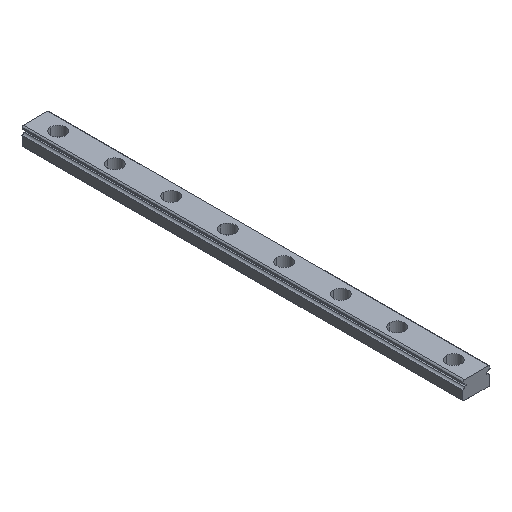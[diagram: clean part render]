
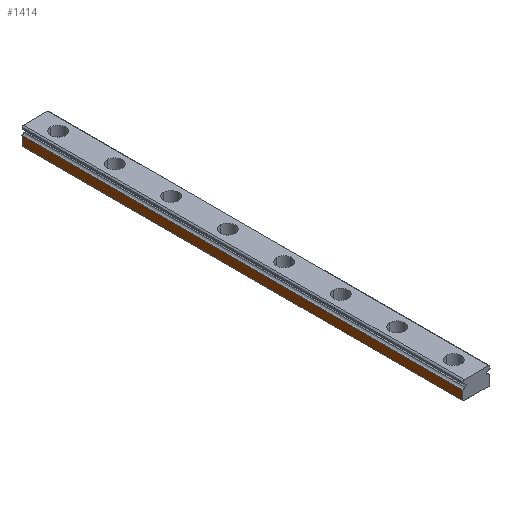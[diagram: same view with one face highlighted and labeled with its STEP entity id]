
A CAD part, isometric view. The second image highlights one B-rep face of the part: STEP entity #1414.
In plain terms, the highlighted planar face has unit normal (-1, 0, 0).
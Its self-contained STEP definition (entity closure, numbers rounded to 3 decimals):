
#72 = PLANE ( 'NONE',  #887 ) ;
#123 = LINE ( 'NONE', #1274, #436 ) ;
#148 = CARTESIAN_POINT ( 'NONE',  ( -6., -97.5, 0.323 ) ) ;
#163 = VERTEX_POINT ( 'NONE', #1209 ) ;
#214 = EDGE_LOOP ( 'NONE', ( #667, #522, #1691, #1645 ) ) ;
#242 = CARTESIAN_POINT ( 'NONE',  ( -6., 97.5, 4.319 ) ) ;
#362 = VERTEX_POINT ( 'NONE', #148 ) ;
#436 = VECTOR ( 'NONE', #1748, 1000. ) ;
#522 = ORIENTED_EDGE ( 'NONE', *, *, #1160, .F. ) ;
#667 = ORIENTED_EDGE ( 'NONE', *, *, #1899, .T. ) ;
#724 = EDGE_CURVE ( 'NONE', #1725, #163, #123, .T. ) ;
#728 = CARTESIAN_POINT ( 'NONE',  ( -6., -97.5, 4.319 ) ) ;
#742 = CARTESIAN_POINT ( 'NONE',  ( -6., -97.5, 0.323 ) ) ;
#760 = CARTESIAN_POINT ( 'NONE',  ( -6., -97.5, 4.319 ) ) ;
#887 = AXIS2_PLACEMENT_3D ( 'NONE', #728, #1380, #1402 ) ;
#978 = VECTOR ( 'NONE', #1434, 1000. ) ;
#1022 = DIRECTION ( 'NONE',  ( 0., 0., -1. ) ) ;
#1049 = VERTEX_POINT ( 'NONE', #1982 ) ;
#1160 = EDGE_CURVE ( 'NONE', #362, #1049, #1869, .T. ) ;
#1209 = CARTESIAN_POINT ( 'NONE',  ( -6., 97.5, 4.319 ) ) ;
#1236 = DIRECTION ( 'NONE',  ( 0., 1., 0. ) ) ;
#1263 = LINE ( 'NONE', #760, #978 ) ;
#1274 = CARTESIAN_POINT ( 'NONE',  ( -6., -97.5, 4.319 ) ) ;
#1288 = EDGE_CURVE ( 'NONE', #1725, #362, #1263, .T. ) ;
#1370 = FACE_OUTER_BOUND ( 'NONE', #214, .T. ) ;
#1380 = DIRECTION ( 'NONE',  ( 1., 0., 0. ) ) ;
#1402 = DIRECTION ( 'NONE',  ( 0., 1., 0. ) ) ;
#1414 = ADVANCED_FACE ( 'NONE', ( #1370 ), #72, .F. ) ;
#1434 = DIRECTION ( 'NONE',  ( 0., 0., -1. ) ) ;
#1492 = CARTESIAN_POINT ( 'NONE',  ( -6., -97.5, 4.319 ) ) ;
#1645 = ORIENTED_EDGE ( 'NONE', *, *, #724, .T. ) ;
#1689 = VECTOR ( 'NONE', #1022, 1000. ) ;
#1691 = ORIENTED_EDGE ( 'NONE', *, *, #1288, .F. ) ;
#1725 = VERTEX_POINT ( 'NONE', #1492 ) ;
#1748 = DIRECTION ( 'NONE',  ( 0., 1., 0. ) ) ;
#1819 = LINE ( 'NONE', #242, #1689 ) ;
#1869 = LINE ( 'NONE', #742, #1873 ) ;
#1873 = VECTOR ( 'NONE', #1236, 1000. ) ;
#1899 = EDGE_CURVE ( 'NONE', #163, #1049, #1819, .T. ) ;
#1982 = CARTESIAN_POINT ( 'NONE',  ( -6., 97.5, 0.323 ) ) ;
